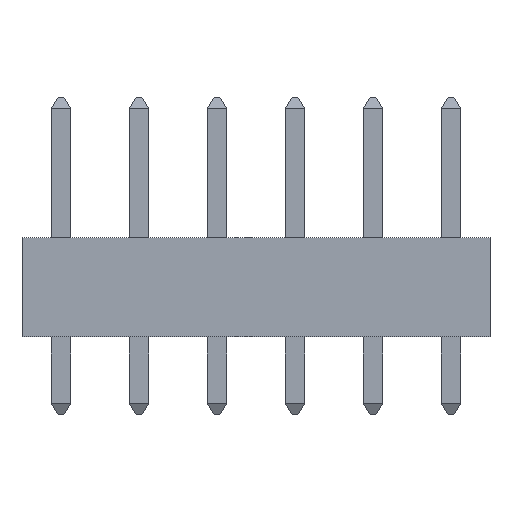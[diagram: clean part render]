
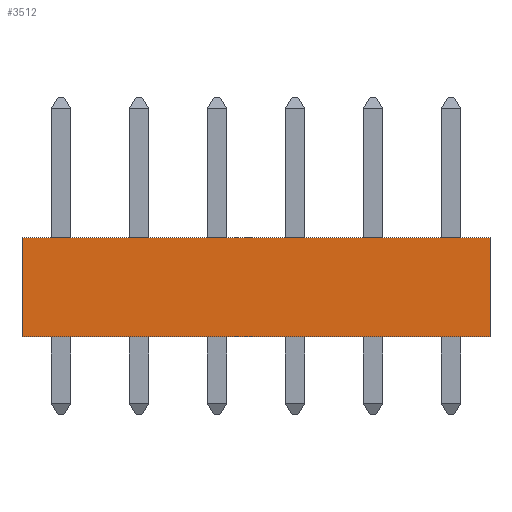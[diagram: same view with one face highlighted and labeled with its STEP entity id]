
A CAD part, front view. The second image highlights one B-rep face of the part: STEP entity #3512.
In plain terms, the highlighted planar face has unit normal (0, -1, 0).
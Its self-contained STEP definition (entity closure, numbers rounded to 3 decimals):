
#3389 = CARTESIAN_POINT ( 'NONE',  ( 11., -1., 0. ) ) ;
#3390 = VERTEX_POINT ( 'NONE', #3389 ) ;
#3407 = CARTESIAN_POINT ( 'NONE',  ( 11., -1., 2.54 ) ) ;
#3408 = VERTEX_POINT ( 'NONE', #3407 ) ;
#3415 = CARTESIAN_POINT ( 'NONE',  ( 11., -1., 2.54 ) ) ;
#3416 = DIRECTION ( 'NONE',  ( 0., 0., -1. ) ) ;
#3417 = VECTOR ( 'NONE', #3416, 1000. ) ;
#3418 = LINE ( 'NONE', #3415, #3417 ) ;
#3419 = EDGE_CURVE ( 'NONE', #3408, #3390, #3418, .T. ) ;
#3460 = CARTESIAN_POINT ( 'NONE',  ( -1., -1., 0. ) ) ;
#3461 = VERTEX_POINT ( 'NONE', #3460 ) ;
#3468 = CARTESIAN_POINT ( 'NONE',  ( -1., -1., 2.54 ) ) ;
#3469 = VERTEX_POINT ( 'NONE', #3468 ) ;
#3470 = CARTESIAN_POINT ( 'NONE',  ( -1., -1., 2.54 ) ) ;
#3471 = DIRECTION ( 'NONE',  ( 0., 0., -1. ) ) ;
#3472 = VECTOR ( 'NONE', #3471, 1000. ) ;
#3473 = LINE ( 'NONE', #3470, #3472 ) ;
#3474 = EDGE_CURVE ( 'NONE', #3469, #3461, #3473, .T. ) ;
#3491 = CARTESIAN_POINT ( 'NONE',  ( -1., -1., 0. ) ) ;
#3492 = DIRECTION ( 'NONE',  ( 1., 0., 0. ) ) ;
#3493 = VECTOR ( 'NONE', #3492, 1000. ) ;
#3494 = LINE ( 'NONE', #3491, #3493 ) ;
#3495 = EDGE_CURVE ( 'NONE', #3461, #3390, #3494, .T. ) ;
#3496 = ORIENTED_EDGE ( 'NONE', *, *, #3495, .T. ) ;
#3497 = ORIENTED_EDGE ( 'NONE', *, *, #3419, .F. ) ;
#3498 = CARTESIAN_POINT ( 'NONE',  ( -1., -1., 2.54 ) ) ;
#3499 = DIRECTION ( 'NONE',  ( 1., 0., 0. ) ) ;
#3500 = VECTOR ( 'NONE', #3499, 1000. ) ;
#3501 = LINE ( 'NONE', #3498, #3500 ) ;
#3502 = EDGE_CURVE ( 'NONE', #3469, #3408, #3501, .T. ) ;
#3503 = ORIENTED_EDGE ( 'NONE', *, *, #3502, .F. ) ;
#3504 = ORIENTED_EDGE ( 'NONE', *, *, #3474, .T. ) ;
#3505 = EDGE_LOOP ( 'NONE', ( #3496, #3497, #3503, #3504 ) ) ;
#3506 = FACE_OUTER_BOUND ( 'NONE', #3505, .T. ) ;
#3507 = CARTESIAN_POINT ( 'NONE',  ( -1., -1., 2.54 ) ) ;
#3508 = DIRECTION ( 'NONE',  ( 0., 1., 0. ) ) ;
#3509 = DIRECTION ( 'NONE',  ( -1., 0., 0. ) ) ;
#3510 = AXIS2_PLACEMENT_3D ( 'NONE', #3507, #3508, #3509 ) ;
#3511 = PLANE ( 'NONE', #3510 ) ;
#3512 = ADVANCED_FACE ( 'NONE', ( #3506 ), #3511, .F. ) ;
